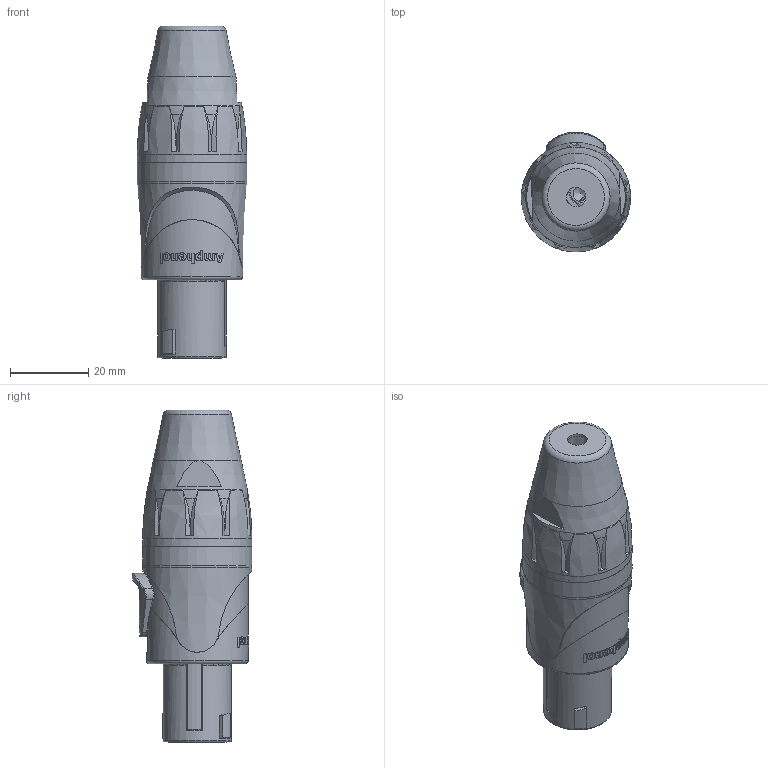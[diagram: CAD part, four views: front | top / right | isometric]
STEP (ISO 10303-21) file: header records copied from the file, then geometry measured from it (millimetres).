
FILE_DESCRIPTION(/* description */ (''),/* implementation_level */ '2;1');
FILE_NAME(/* name */ 'SP-2-F.stp',/* time_stamp */ '2022-01-31T12:45:31+11:00',/* author */ ('thien'),/* organization */ (''),/* preprocessor_version */ 'ST-DEVELOPER v18.1',/* originating_system */ 'Autodesk Inventor 2022',/* authorisation */ '');
FILE_SCHEMA (('AUTOMOTIVE_DESIGN { 1 0 10303 214 3 1 1 }'));
Length unit declared in the file: millimetre
Products named in the file (16): Assy 2 poles standard nut; 51560100-130; 51270093-530; Contact assy; 50300257-231; 52270003-330; 52500017-430; 50260011-530; 50440042-530; nut preovermold 4; Grommet preovermold; 53490008-*30; 5348008*-*30; 52520017-53*; 52070004-332; 52590040-730
Assembly tree (16 placements, depth 4):
  Assy 2 poles standard nut
    51560100-130
      51270093-530
      Contact assy  x2
        50300257-231
        52270003-330
        52500017-430
    50260011-530
    50440042-530
      nut preovermold 4
      Grommet preovermold
    53490008-*30
      5348008*-*30
      52520017-53*
      52070004-332
      52590040-730
Bounding box: 28 x 30.72 x 85 mm (x, y, z)
Volume: 22290.4 mm3; surface area: 32433.3 mm2
Topology: 14 solids, 15 shells, 1395 faces, 3728 edges, 2388 vertices
Faces by surface type: plane 488, cylinder 401, bspline 296, torus 99, cone 93, sphere 18
Full cylindrical faces by diameter (mm): 2 x6, 2.25 x4, 2.3 x2, 3.242 x2, 4 x4, 5 x1, 14.95 x1, 15 x1, 15.2 x1, 17.5 x1, 18.4 x2, 20.3 x1, 20.4 x2, 22.45 x1, 22.8 x7, 24 x2, 24.5 x7, 25.8 x1, 26 x1, 28 x2
Entity records: 82449 total; most frequent: CARTESIAN_POINT 50612, ORIENTED_EDGE 7094, DIRECTION 5833, EDGE_CURVE 3547, VERTEX_POINT 2281, AXIS2_PLACEMENT_3D 2225, EDGE_LOOP 1408, LINE 1383
